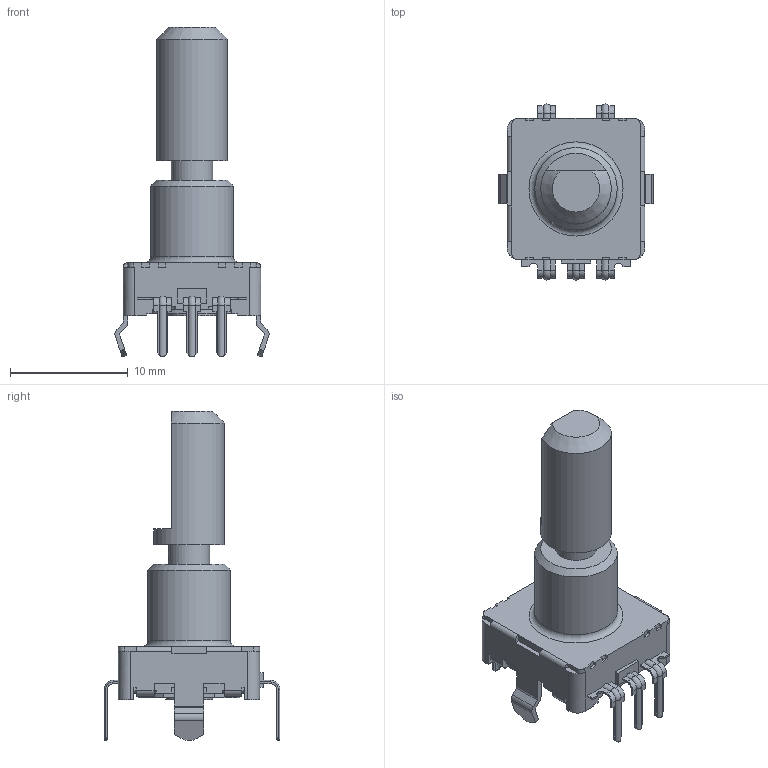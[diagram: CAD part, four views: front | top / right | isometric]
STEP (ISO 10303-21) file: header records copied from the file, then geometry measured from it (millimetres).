
FILE_DESCRIPTION( ( '' ), ' ' );
FILE_NAME( '5a4c47f246d8210ed5a9eb21.step', '2018-01-03T03:03:16', ( '' ), ( '' ), ' ', ' ', ' ' );
FILE_SCHEMA( ( 'AUTOMOTIVE_DESIGN { 1 0 10303 214 1 1 1 1 }' ) );
Length unit declared in the file: metre
Products named in the file (1): Open CASCADE STEP translator 6.8 1
Bounding box: 13.1 x 14.95 x 28 mm (x, y, z)
Volume: 1131.5 mm3; surface area: 1036.8 mm2
Topology: 1 solids, 1 shells, 386 faces, 1057 edges, 684 vertices
Faces by surface type: plane 288, cylinder 85, torus 11, cone 2
Full cylindrical faces by diameter (mm): 3.5 x1, 4 x1, 6 x1, 7 x1
Entity records: 20449 total; most frequent: CARTESIAN_POINT 2280, ORIENTED_EDGE 2098, DIRECTION 1960, STYLED_ITEM 1435, PRESENTATION_STYLE_ASSIGNMENT 1435, COLOUR_RGB 1435, EDGE_CURVE 1049, CURVE_STYLE 1049
